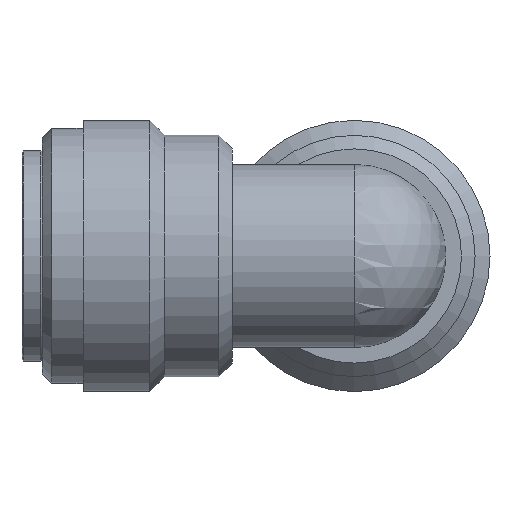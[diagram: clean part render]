
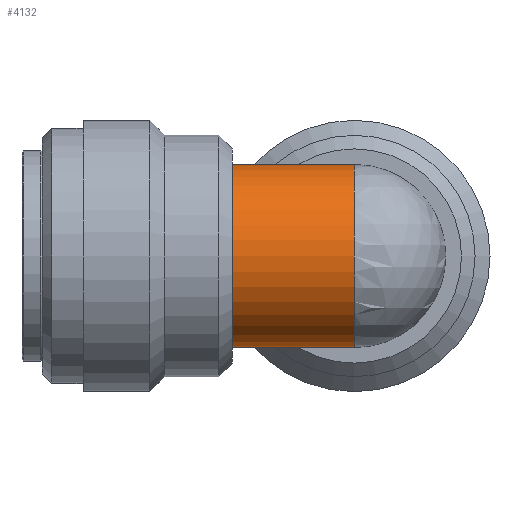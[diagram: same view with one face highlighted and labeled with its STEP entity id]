
A CAD part, front view. The second image highlights one B-rep face of the part: STEP entity #4132.
In plain terms, the highlighted cylindrical face has radius 6.75 mm (diameter 13.5 mm), a full revolution.
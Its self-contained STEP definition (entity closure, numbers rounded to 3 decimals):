
#14=ELLIPSE('',#4378,9.546,6.75);
#1009=CYLINDRICAL_SURFACE('',#4377,6.75);
#1107=FACE_BOUND('',#1721,.T.);
#1366=FACE_OUTER_BOUND('',#1720,.T.);
#1720=EDGE_LOOP('',(#3849));
#1721=EDGE_LOOP('',(#3850,#3851));
#1804=CIRCLE('',#4360,6.75);
#1813=CIRCLE('',#4379,6.75);
#2198=VERTEX_POINT('',#7838);
#2207=VERTEX_POINT('',#7865);
#2208=VERTEX_POINT('',#7866);
#2748=EDGE_CURVE('',#2198,#2198,#1804,.T.);
#2758=EDGE_CURVE('',#2207,#2208,#14,.T.);
#2759=EDGE_CURVE('',#2208,#2207,#1813,.T.);
#3849=ORIENTED_EDGE('',*,*,#2748,.T.);
#3850=ORIENTED_EDGE('',*,*,#2758,.F.);
#3851=ORIENTED_EDGE('',*,*,#2759,.F.);
#4132=ADVANCED_FACE('',(#1366,#1107),#1009,.T.);
#4360=AXIS2_PLACEMENT_3D('',#7839,#5093,#5094);
#4377=AXIS2_PLACEMENT_3D('',#7864,#5127,#5128);
#4378=AXIS2_PLACEMENT_3D('',#7867,#5129,#5130);
#4379=AXIS2_PLACEMENT_3D('',#7868,#5131,#5132);
#5093=DIRECTION('center_axis',(1.,0.,0.));
#5094=DIRECTION('ref_axis',(0.,1.,0.));
#5127=DIRECTION('center_axis',(1.,0.,0.));
#5128=DIRECTION('ref_axis',(0.,1.,0.));
#5129=DIRECTION('center_axis',(0.707,0.707,0.));
#5130=DIRECTION('ref_axis',(-0.707,0.707,0.));
#5131=DIRECTION('center_axis',(1.,0.,0.));
#5132=DIRECTION('ref_axis',(0.,1.,0.));
#7838=CARTESIAN_POINT('',(6.8,6.75,0.));
#7839=CARTESIAN_POINT('Origin',(6.8,0.,0.));
#7864=CARTESIAN_POINT('Origin',(11.3,0.,0.));
#7865=CARTESIAN_POINT('',(15.8,0.,-6.75));
#7866=CARTESIAN_POINT('',(15.8,0.,6.75));
#7867=CARTESIAN_POINT('Origin',(15.8,0.,0.));
#7868=CARTESIAN_POINT('Origin',(15.8,0.,0.));
